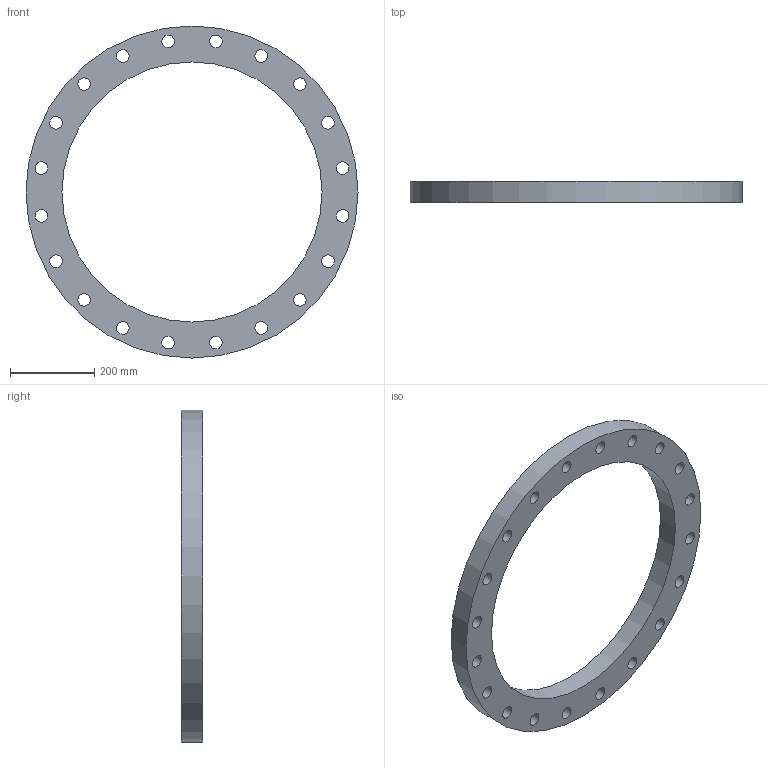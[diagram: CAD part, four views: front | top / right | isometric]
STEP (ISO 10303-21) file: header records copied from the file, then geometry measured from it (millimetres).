
FILE_DESCRIPTION(/* description */ ('PP/Steel loose Flange acc. EN1092-2 PN10/16, Ø560/DN600'),/* implementation_level */ '2;1');
FILE_NAME(/* name */ 'ODS560',/* time_stamp */ '2021-10-25T13:57:00+02:00',/* author */ ('COAB Solutions'),/* organization */ ('GPA Flowsystem'),/* preprocessor_version */ '',/* originating_system */ 'www.coabsolutions.com',/* authorisation */ '');
FILE_SCHEMA (('AUTOMOTIVE_DESIGN { 1 0 10303 214 3 1 1 }'));
Length unit declared in the file: millimetre
Products named in the file (1): ODS560
Bounding box: 789 x 50 x 789 mm (x, y, z)
Volume: 8741363.7 mm3; surface area: 664913.4 mm2
Topology: 1 solids, 1 shells, 24 faces, 66 edges, 44 vertices
Faces by surface type: cylinder 22, plane 2
Full cylindrical faces by diameter (mm): 30 x20, 618 x1, 789 x1
Entity records: 919 total; most frequent: DIRECTION 160, CARTESIAN_POINT 135, ORIENTED_EDGE 132, AXIS2_PLACEMENT_3D 69, EDGE_LOOP 66, EDGE_CURVE 66, CIRCLE 44, VERTEX_POINT 44
